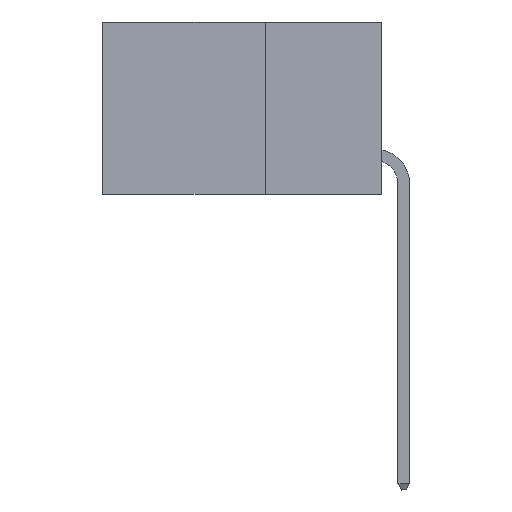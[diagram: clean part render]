
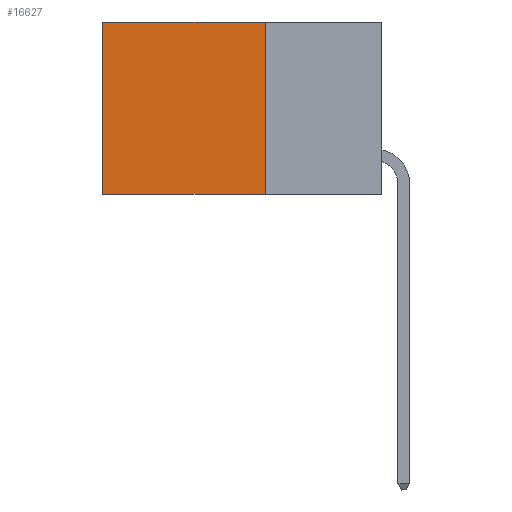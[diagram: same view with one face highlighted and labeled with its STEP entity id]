
A CAD part, left-side view. The second image highlights one B-rep face of the part: STEP entity #16627.
In plain terms, the highlighted planar face has unit normal (-1, 0, 0).
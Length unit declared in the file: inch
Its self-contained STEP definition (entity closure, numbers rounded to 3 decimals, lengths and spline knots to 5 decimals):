
#57 = DIRECTION ( 'NONE',  ( 0., 1., 0. ) ) ;
#351 = EDGE_CURVE ( 'NONE', #21204, #17152, #3098, .T. ) ;
#704 = CARTESIAN_POINT ( 'NONE',  ( 0.2875, 0.6, 0. ) ) ;
#1593 = ORIENTED_EDGE ( 'NONE', *, *, #11894, .F. ) ;
#1964 = CARTESIAN_POINT ( 'NONE',  ( 0.2875, 0.25, 0. ) ) ;
#2210 = EDGE_LOOP ( 'NONE', ( #16431, #18039, #1593, #14543 ) ) ;
#3098 = LINE ( 'NONE', #704, #15127 ) ;
#3847 = CARTESIAN_POINT ( 'NONE',  ( 0.2875, 0.25, -0.37 ) ) ;
#5030 = DIRECTION ( 'NONE',  ( 0., 0., -1. ) ) ;
#7280 = VECTOR ( 'NONE', #22253, 39.37008 ) ;
#10303 = LINE ( 'NONE', #16269, #24056 ) ;
#10602 = VERTEX_POINT ( 'NONE', #3847 ) ;
#10694 = FACE_OUTER_BOUND ( 'NONE', #2210, .T. ) ;
#10892 = LINE ( 'NONE', #1964, #13541 ) ;
#11894 = EDGE_CURVE ( 'NONE', #20746, #10602, #10303, .T. ) ;
#12703 = EDGE_CURVE ( 'NONE', #20746, #21204, #10892, .T. ) ;
#13085 = PLANE ( 'NONE',  #22677 ) ;
#13541 = VECTOR ( 'NONE', #57, 39.37008 ) ;
#14414 = CARTESIAN_POINT ( 'NONE',  ( 0.2875, 0.6, 0. ) ) ;
#14543 = ORIENTED_EDGE ( 'NONE', *, *, #12703, .T. ) ;
#15127 = VECTOR ( 'NONE', #17538, 39.37008 ) ;
#15165 = CARTESIAN_POINT ( 'NONE',  ( 0.2875, 0.25, 0. ) ) ;
#15819 = LINE ( 'NONE', #20432, #7280 ) ;
#16269 = CARTESIAN_POINT ( 'NONE',  ( 0.2875, 0.25, 0. ) ) ;
#16431 = ORIENTED_EDGE ( 'NONE', *, *, #351, .T. ) ;
#16627 = ADVANCED_FACE ( 'NONE', ( #10694 ), #13085, .F. ) ;
#16745 = DIRECTION ( 'NONE',  ( 0., 0., -1. ) ) ;
#16825 = CARTESIAN_POINT ( 'NONE',  ( 0.2875, 0.25, 0. ) ) ;
#17152 = VERTEX_POINT ( 'NONE', #22118 ) ;
#17538 = DIRECTION ( 'NONE',  ( 0., 0., -1. ) ) ;
#18039 = ORIENTED_EDGE ( 'NONE', *, *, #21888, .F. ) ;
#20258 = DIRECTION ( 'NONE',  ( 1., 0., 0. ) ) ;
#20432 = CARTESIAN_POINT ( 'NONE',  ( 0.2875, 0.25, -0.37 ) ) ;
#20746 = VERTEX_POINT ( 'NONE', #15165 ) ;
#21204 = VERTEX_POINT ( 'NONE', #14414 ) ;
#21888 = EDGE_CURVE ( 'NONE', #10602, #17152, #15819, .T. ) ;
#22118 = CARTESIAN_POINT ( 'NONE',  ( 0.2875, 0.6, -0.37 ) ) ;
#22253 = DIRECTION ( 'NONE',  ( 0., 1., 0. ) ) ;
#22677 = AXIS2_PLACEMENT_3D ( 'NONE', #16825, #20258, #16745 ) ;
#24056 = VECTOR ( 'NONE', #5030, 39.37008 ) ;
